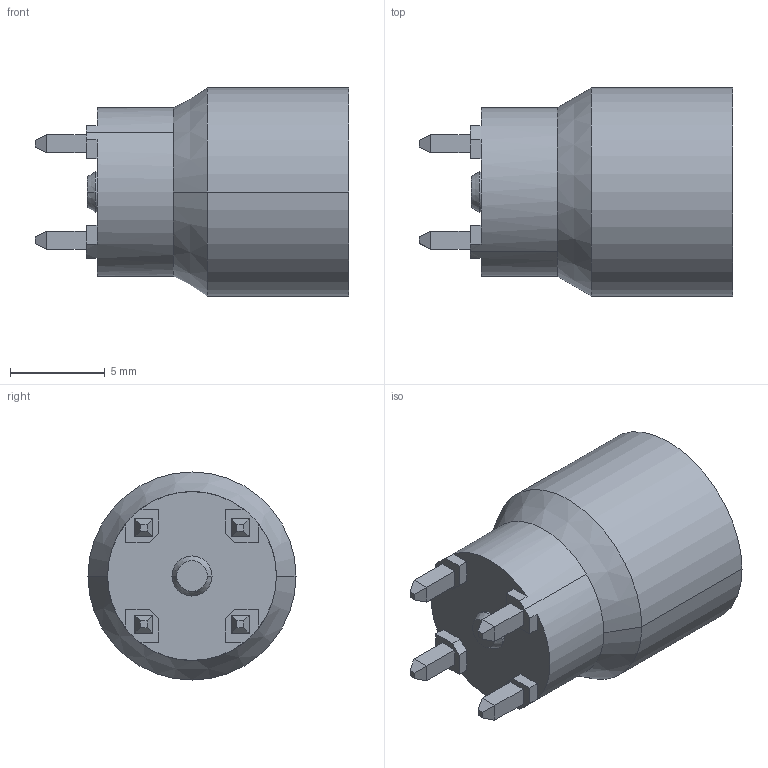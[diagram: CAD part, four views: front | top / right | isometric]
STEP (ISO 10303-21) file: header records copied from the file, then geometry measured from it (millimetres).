
FILE_DESCRIPTION((''),'2;1');
FILE_NAME('920-248P-51P_SW0001','2020-04-30T',('Kaviyarasan'),(''),'CREO PARAMETRIC BY PTC INC, 2018360','CREO PARAMETRIC BY PTC INC, 2018360','');
FILE_SCHEMA(('CONFIG_CONTROL_DESIGN'));
Length unit declared in the file: millimetre
Products named in the file (1): 920-248P-51P_SW0001
Bounding box: 16.55 x 10.97 x 10.97 mm (x, y, z)
Volume: 831.2 mm3; surface area: 908 mm2
Topology: 1 solids, 1 shells, 167 faces, 442 edges, 286 vertices
Faces by surface type: plane 86, cylinder 37, torus 24, cone 16, sphere 4
Entity records: 5750 total; most frequent: CARTESIAN_POINT 1567, ORIENTED_EDGE 884, DIRECTION 848, EDGE_CURVE 442, AXIS2_PLACEMENT_3D 299, VERTEX_POINT 286, VECTOR 250, LINE 250
